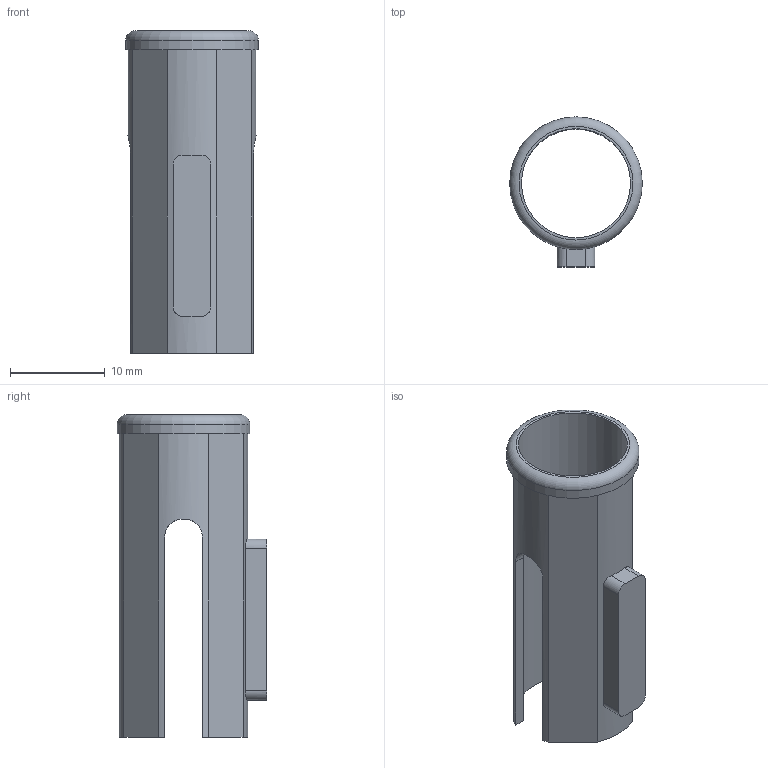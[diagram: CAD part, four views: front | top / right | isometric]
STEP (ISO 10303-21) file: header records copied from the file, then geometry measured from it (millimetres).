
FILE_DESCRIPTION(('FreeCAD Model'),'2;1');
FILE_NAME('Open CASCADE Shape Model','2024-08-16T09:50:30',(''),(''), 'Open CASCADE STEP processor 7.6','FreeCAD','Unknown');
FILE_SCHEMA(('AUTOMOTIVE_DESIGN { 1 0 10303 214 1 1 1 1 }'));
Length unit declared in the file: millimetre
Products named in the file (1): Тіло
Bounding box: 14 x 15.8 x 34 mm (x, y, z)
Volume: 1131.6 mm3; surface area: 2567 mm2
Topology: 1 solids, 1 shells, 34 faces, 92 edges, 61 vertices
Faces by surface type: plane 19, cylinder 14, torus 1
Full cylindrical faces by diameter (mm): 11.5 x1, 14 x1
Entity records: 1274 total; most frequent: CARTESIAN_POINT 384, ORIENTED_EDGE 184, DIRECTION 178, EDGE_CURVE 92, AXIS2_PLACEMENT_3D 63, VERTEX_POINT 61, LINE 52, VECTOR 52
